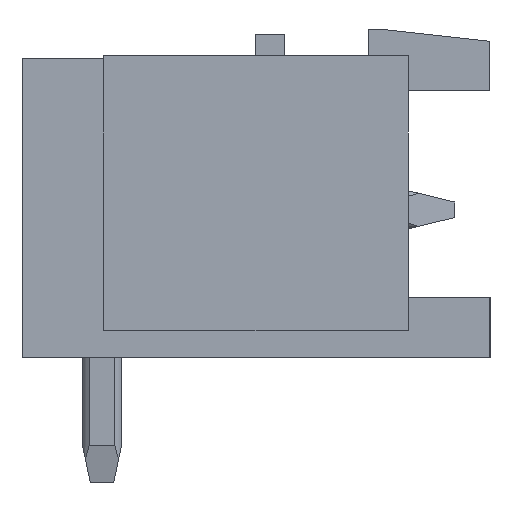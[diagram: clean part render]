
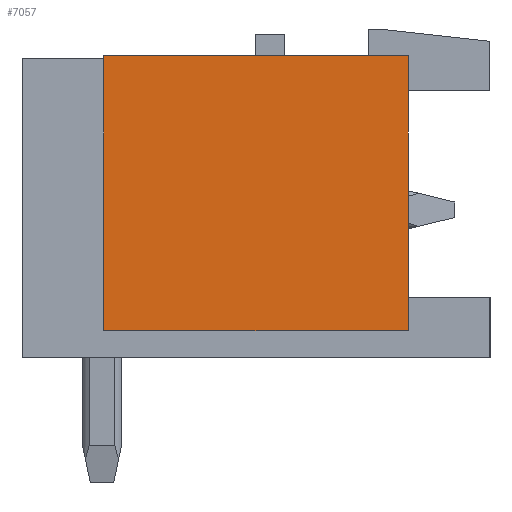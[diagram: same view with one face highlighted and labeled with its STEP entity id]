
A CAD part, left-side view. The second image highlights one B-rep face of the part: STEP entity #7057.
In plain terms, the highlighted planar face has unit normal (-1, 0, 0).
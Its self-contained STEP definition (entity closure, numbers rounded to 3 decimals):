
#7021=AXIS2_PLACEMENT_3D('Plane Axis2P3D',#7018,#7019,#7020) ;
#7018=CARTESIAN_POINT('Axis2P3D Location',(0.,2.1,0.)) ;
#7023=CARTESIAN_POINT('Line Origine',(0.,9.9,7.425)) ;
#7027=CARTESIAN_POINT('Vertex',(0.,9.9,3.9)) ;
#7029=CARTESIAN_POINT('Vertex',(0.,9.9,10.95)) ;
#7032=CARTESIAN_POINT('Line Origine',(0.,6.,3.9)) ;
#7036=CARTESIAN_POINT('Vertex',(0.,2.1,3.9)) ;
#7039=CARTESIAN_POINT('Line Origine',(0.,2.1,7.425)) ;
#7043=CARTESIAN_POINT('Vertex',(0.,2.1,10.95)) ;
#7046=CARTESIAN_POINT('Line Origine',(0.,6.,10.95)) ;
#7019=DIRECTION('Axis2P3D Direction',(1.,0.,0.)) ;
#7020=DIRECTION('Axis2P3D XDirection',(0.,1.,0.)) ;
#7024=DIRECTION('Vector Direction',(0.,0.,1.)) ;
#7033=DIRECTION('Vector Direction',(0.,1.,0.)) ;
#7040=DIRECTION('Vector Direction',(0.,0.,1.)) ;
#7047=DIRECTION('Vector Direction',(0.,1.,0.)) ;
#7025=VECTOR('Line Direction',#7024,1.) ;
#7034=VECTOR('Line Direction',#7033,1.) ;
#7041=VECTOR('Line Direction',#7040,1.) ;
#7048=VECTOR('Line Direction',#7047,1.) ;
#7052=ORIENTED_EDGE('',*,*,#7031,.F.) ;
#7053=ORIENTED_EDGE('',*,*,#7038,.T.) ;
#7054=ORIENTED_EDGE('',*,*,#7045,.T.) ;
#7055=ORIENTED_EDGE('',*,*,#7050,.F.) ;
#7057=ADVANCED_FACE('Housing',(#7056),#7022,.F.) ;
#7031=EDGE_CURVE('',#7028,#7030,#7026,.T.) ;
#7038=EDGE_CURVE('',#7028,#7037,#7035,.F.) ;
#7045=EDGE_CURVE('',#7037,#7044,#7042,.T.) ;
#7050=EDGE_CURVE('',#7030,#7044,#7049,.F.) ;
#7051=EDGE_LOOP('',(#7052,#7053,#7054,#7055)) ;
#7056=FACE_OUTER_BOUND('',#7051,.T.) ;
#7026=LINE('Line',#7023,#7025) ;
#7035=LINE('Line',#7032,#7034) ;
#7042=LINE('Line',#7039,#7041) ;
#7049=LINE('Line',#7046,#7048) ;
#7022=PLANE('',#7021) ;
#7028=VERTEX_POINT('',#7027) ;
#7030=VERTEX_POINT('',#7029) ;
#7037=VERTEX_POINT('',#7036) ;
#7044=VERTEX_POINT('',#7043) ;
